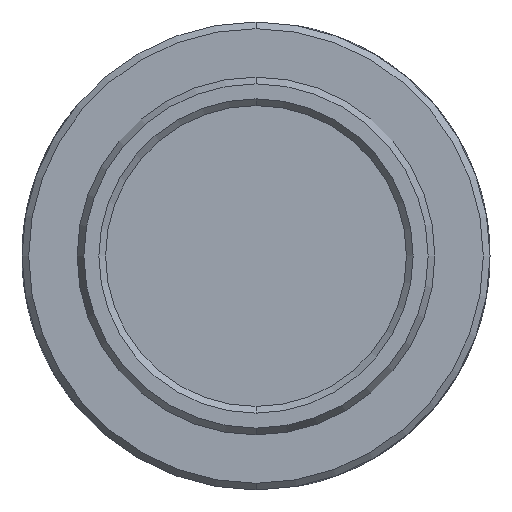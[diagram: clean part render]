
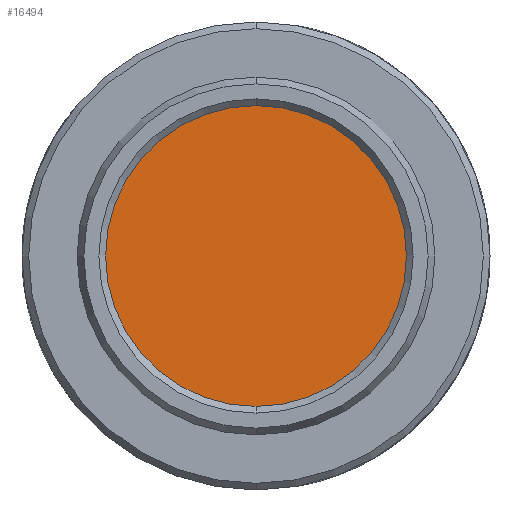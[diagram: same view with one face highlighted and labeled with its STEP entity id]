
A CAD part, left-side view. The second image highlights one B-rep face of the part: STEP entity #16494.
In plain terms, the highlighted planar face has unit normal (-1, 0, 0).
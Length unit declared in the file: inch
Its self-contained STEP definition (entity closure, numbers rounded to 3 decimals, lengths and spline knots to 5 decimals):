
#8 = DIRECTION ( 'NONE',  ( 0., 0.079, -0.997 ) ) ;
#473 = DIRECTION ( 'NONE',  ( 1., 0., 0. ) ) ;
#973 = AXIS2_PLACEMENT_3D ( 'NONE', #6603, #16461, #8043 ) ;
#1385 = EDGE_LOOP ( 'NONE', ( #13517, #15124 ) ) ;
#4293 = CARTESIAN_POINT ( 'NONE',  ( -0.095, 0.01979, -0.24922 ) ) ;
#4649 = CARTESIAN_POINT ( 'NONE',  ( -0.095, -0.01979, 0.24922 ) ) ;
#6603 = CARTESIAN_POINT ( 'NONE',  ( -0.095, 0., 0. ) ) ;
#8043 = DIRECTION ( 'NONE',  ( 0., 0.079, -0.997 ) ) ;
#8436 = DIRECTION ( 'NONE',  ( 1., 0., 0. ) ) ;
#8618 = AXIS2_PLACEMENT_3D ( 'NONE', #8893, #473, #10299 ) ;
#8636 = FACE_OUTER_BOUND ( 'NONE', #1385, .T. ) ;
#8893 = CARTESIAN_POINT ( 'NONE',  ( -0.095, 0., 0. ) ) ;
#8972 = AXIS2_PLACEMENT_3D ( 'NONE', #16876, #8436, #8 ) ;
#9198 = PLANE ( 'NONE',  #973 ) ;
#10299 = DIRECTION ( 'NONE',  ( 0., 0.079, -0.997 ) ) ;
#12846 = CIRCLE ( 'NONE', #8618, 0.25 ) ;
#13517 = ORIENTED_EDGE ( 'NONE', *, *, #15436, .F. ) ;
#13801 = VERTEX_POINT ( 'NONE', #4649 ) ;
#14776 = EDGE_CURVE ( 'NONE', #13801, #15233, #17453, .T. ) ;
#15124 = ORIENTED_EDGE ( 'NONE', *, *, #14776, .F. ) ;
#15233 = VERTEX_POINT ( 'NONE', #4293 ) ;
#15436 = EDGE_CURVE ( 'NONE', #15233, #13801, #12846, .T. ) ;
#16461 = DIRECTION ( 'NONE',  ( 1., 0., 0. ) ) ;
#16494 = ADVANCED_FACE ( 'NONE', ( #8636 ), #9198, .F. ) ;
#16876 = CARTESIAN_POINT ( 'NONE',  ( -0.095, 0., 0. ) ) ;
#17453 = CIRCLE ( 'NONE', #8972, 0.25 ) ;
